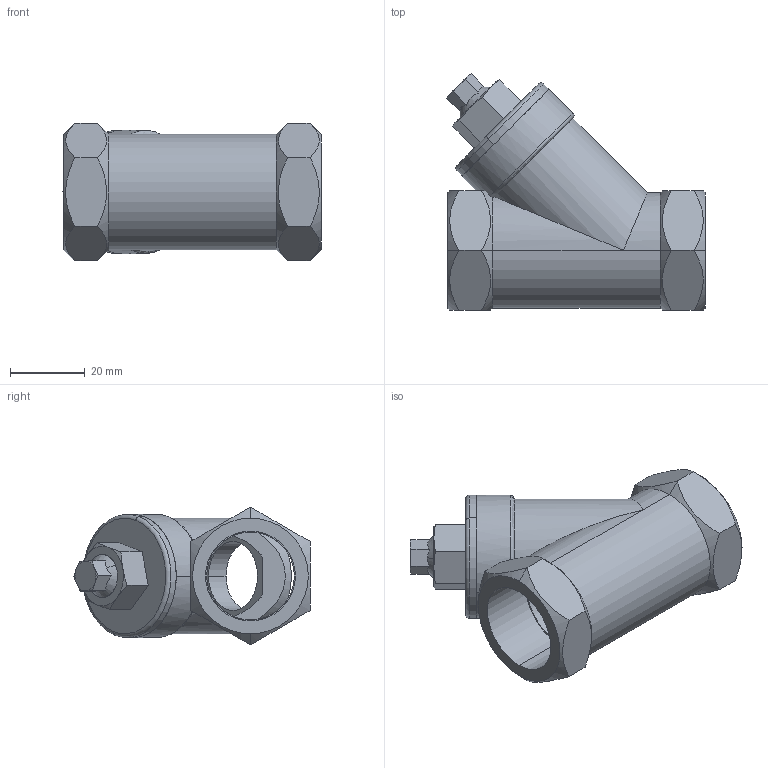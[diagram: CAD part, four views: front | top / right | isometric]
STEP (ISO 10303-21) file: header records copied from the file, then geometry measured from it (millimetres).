
FILE_DESCRIPTION (( 'STEP AP214' ), '1' );
FILE_NAME ('DN20.STEP', '2015-10-14T06:46:51', ( '·L³n¥Î¤á' ), ( '·L³n¤¤°ê' ), 'SwSTEP 2.0', 'SolidWorks 2007', '' );
FILE_SCHEMA (( 'AUTOMOTIVE_DESIGN' ));
Length unit declared in the file: millimetre
Products named in the file (4): 0501_預設; 0303_預設; V-Y DN20 0104_預設; DN20
Assembly tree (3 placements, depth 2):
  DN20
    0303_預設
    0501_預設
    V-Y DN20 0104_預設
Bounding box: 69.26 x 63.34 x 36.95 mm (x, y, z)
Volume: 39883.4 mm3; surface area: 21685 mm2
Topology: 3 solids, 3 shells, 101 faces, 235 edges, 146 vertices
Faces by surface type: plane 41, cylinder 33, cone 23, torus 4
Entity records: 3469 total; most frequent: CARTESIAN_POINT 1142, ORIENTED_EDGE 470, DIRECTION 451, EDGE_CURVE 235, AXIS2_PLACEMENT_3D 189, VERTEX_POINT 146, EDGE_LOOP 113, ADVANCED_FACE 101
